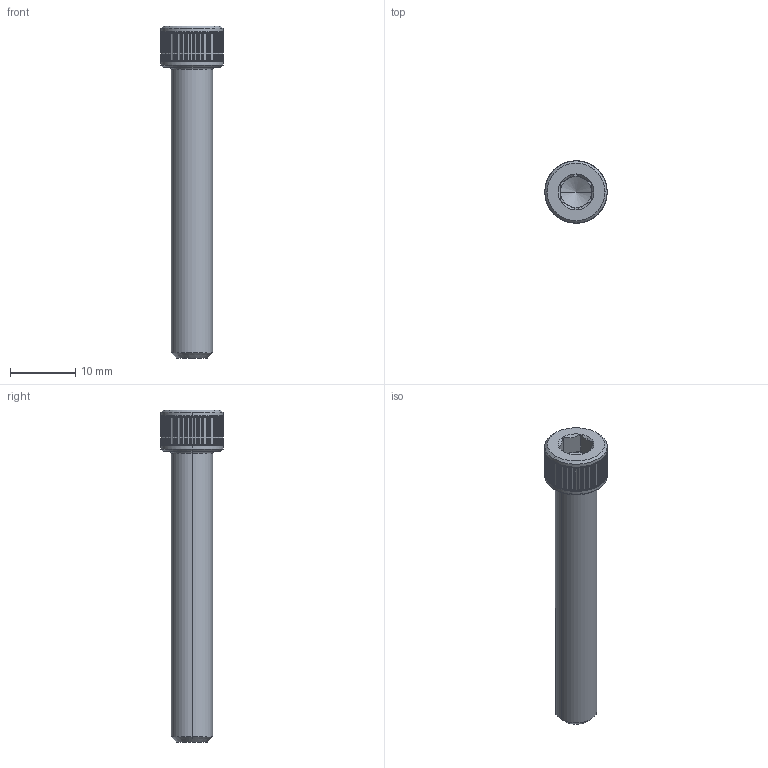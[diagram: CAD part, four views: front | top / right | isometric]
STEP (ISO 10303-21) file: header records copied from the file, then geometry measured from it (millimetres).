
FILE_DESCRIPTION (( 'STEP AP203' ), '1' );
FILE_NAME ('93465A548_NO THREADS_Brass Socket Head Screw.STEP', '2023-12-29T19:30:19', ( 'Administrator' ), ( 'Managed by Terraform' ), 'SwSTEP 2.0', 'SolidWorks 2017', '' );
FILE_SCHEMA (( 'CONFIG_CONTROL_DESIGN' ));
Length unit declared in the file: inch
Products named in the file (1): 93465A548_NO THREADS_Brass Socket Head Screw
Bounding box: 9.53 x 9.53 x 50.8 mm (x, y, z)
Volume: 1774.2 mm3; surface area: 1252.6 mm2
Topology: 1 solids, 1 shells, 470 faces, 937 edges, 469 vertices
Faces by surface type: sphere 288, cylinder 150, cone 15, plane 15, torus 2
Entity records: 12710 total; most frequent: CARTESIAN_POINT 3378, DIRECTION 2045, ORIENTED_EDGE 1870, EDGE_CURVE 935, AXIS2_PLACEMENT_3D 934, EDGE_LOOP 472, FACE_OUTER_BOUND 470, ADVANCED_FACE 470
